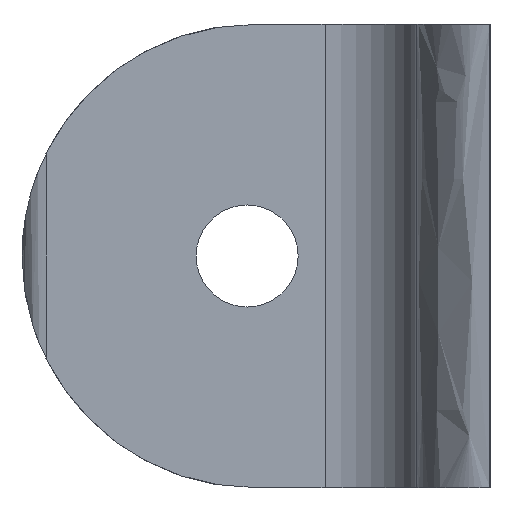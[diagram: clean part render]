
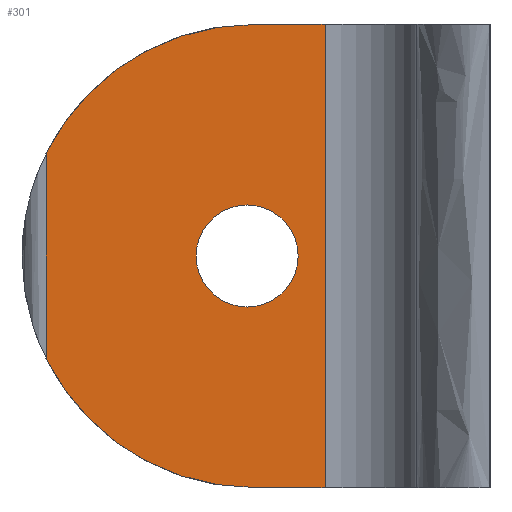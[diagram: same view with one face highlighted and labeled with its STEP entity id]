
A CAD part, left-side view. The second image highlights one B-rep face of the part: STEP entity #301.
In plain terms, the highlighted planar face has unit normal (-1, 0, 0).
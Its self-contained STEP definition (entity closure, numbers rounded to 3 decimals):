
#11 = CARTESIAN_POINT ( 'NONE',  ( -6., 6., 0. ) ) ;
#14 = VERTEX_POINT ( 'NONE', #223 ) ;
#19 = AXIS2_PLACEMENT_3D ( 'NONE', #62, #670, #516 ) ;
#20 = EDGE_CURVE ( 'NONE', #581, #45, #329, .T. ) ;
#27 = ORIENTED_EDGE ( 'NONE', *, *, #249, .T. ) ;
#45 = VERTEX_POINT ( 'NONE', #481 ) ;
#57 = CIRCLE ( 'NONE', #598, 19. ) ;
#59 = EDGE_CURVE ( 'NONE', #431, #198, #366, .T. ) ;
#62 = CARTESIAN_POINT ( 'NONE',  ( -6., 19.3, 19. ) ) ;
#72 = DIRECTION ( 'NONE',  ( 0., 0., 1. ) ) ;
#83 = CARTESIAN_POINT ( 'NONE',  ( -6., 19.3, 18.9 ) ) ;
#94 = ORIENTED_EDGE ( 'NONE', *, *, #59, .T. ) ;
#103 = FACE_OUTER_BOUND ( 'NONE', #637, .T. ) ;
#106 = PLANE ( 'NONE',  #448 ) ;
#112 = EDGE_CURVE ( 'NONE', #114, #526, #57, .T. ) ;
#114 = VERTEX_POINT ( 'NONE', #175 ) ;
#119 = VECTOR ( 'NONE', #72, 1000. ) ;
#141 = EDGE_LOOP ( 'NONE', ( #567, #181 ) ) ;
#151 = CIRCLE ( 'NONE', #19, 19. ) ;
#157 = DIRECTION ( 'NONE',  ( 0., 0., -1. ) ) ;
#171 = VECTOR ( 'NONE', #579, 1000. ) ;
#173 = LINE ( 'NONE', #646, #557 ) ;
#175 = CARTESIAN_POINT ( 'NONE',  ( -6., 19.3, 37.9 ) ) ;
#178 = DIRECTION ( 'NONE',  ( 0., -1., 0. ) ) ;
#181 = ORIENTED_EDGE ( 'NONE', *, *, #20, .T. ) ;
#183 = CARTESIAN_POINT ( 'NONE',  ( -6., 36.3, 27.385 ) ) ;
#198 = VERTEX_POINT ( 'NONE', #414 ) ;
#211 = CARTESIAN_POINT ( 'NONE',  ( -6., 19.875, 18.95 ) ) ;
#223 = CARTESIAN_POINT ( 'NONE',  ( -6., 36.3, 10.515 ) ) ;
#225 = EDGE_CURVE ( 'NONE', #14, #431, #151, .T. ) ;
#242 = CIRCLE ( 'NONE', #437, 4.175 ) ;
#247 = CARTESIAN_POINT ( 'NONE',  ( -6., 19.875, 18.95 ) ) ;
#249 = EDGE_CURVE ( 'NONE', #526, #14, #473, .T. ) ;
#254 = DIRECTION ( 'NONE',  ( 0., 1., 0. ) ) ;
#260 = DIRECTION ( 'NONE',  ( 1., 0., 0. ) ) ;
#301 = ADVANCED_FACE ( 'NONE', ( #574, #103 ), #106, .F. ) ;
#309 = CARTESIAN_POINT ( 'NONE',  ( -6., 6., 37.9 ) ) ;
#329 = CIRCLE ( 'NONE', #566, 4.175 ) ;
#335 = CARTESIAN_POINT ( 'NONE',  ( -6., 13.5, 37.9 ) ) ;
#352 = CARTESIAN_POINT ( 'NONE',  ( -6., 19.3, 0. ) ) ;
#353 = ORIENTED_EDGE ( 'NONE', *, *, #487, .F. ) ;
#366 = LINE ( 'NONE', #11, #171 ) ;
#392 = EDGE_CURVE ( 'NONE', #45, #581, #242, .T. ) ;
#396 = ORIENTED_EDGE ( 'NONE', *, *, #112, .T. ) ;
#399 = ORIENTED_EDGE ( 'NONE', *, *, #225, .T. ) ;
#414 = CARTESIAN_POINT ( 'NONE',  ( -6., 13.5, 0. ) ) ;
#431 = VERTEX_POINT ( 'NONE', #352 ) ;
#434 = VECTOR ( 'NONE', #157, 1000. ) ;
#437 = AXIS2_PLACEMENT_3D ( 'NONE', #247, #453, #254 ) ;
#440 = LINE ( 'NONE', #594, #119 ) ;
#448 = AXIS2_PLACEMENT_3D ( 'NONE', #309, #260, #523 ) ;
#453 = DIRECTION ( 'NONE',  ( 1., 0., 0. ) ) ;
#473 = LINE ( 'NONE', #623, #434 ) ;
#481 = CARTESIAN_POINT ( 'NONE',  ( -6., 24.05, 18.95 ) ) ;
#487 = EDGE_CURVE ( 'NONE', #114, #676, #173, .T. ) ;
#495 = DIRECTION ( 'NONE',  ( 0., 1., 0. ) ) ;
#498 = EDGE_CURVE ( 'NONE', #198, #676, #440, .T. ) ;
#516 = DIRECTION ( 'NONE',  ( 0., 1., 0. ) ) ;
#523 = DIRECTION ( 'NONE',  ( 0., 1., 0. ) ) ;
#526 = VERTEX_POINT ( 'NONE', #183 ) ;
#527 = ORIENTED_EDGE ( 'NONE', *, *, #498, .T. ) ;
#557 = VECTOR ( 'NONE', #178, 1000. ) ;
#566 = AXIS2_PLACEMENT_3D ( 'NONE', #211, #680, #629 ) ;
#567 = ORIENTED_EDGE ( 'NONE', *, *, #392, .T. ) ;
#574 = FACE_BOUND ( 'NONE', #141, .T. ) ;
#579 = DIRECTION ( 'NONE',  ( 0., -1., 0. ) ) ;
#581 = VERTEX_POINT ( 'NONE', #639 ) ;
#594 = CARTESIAN_POINT ( 'NONE',  ( -6., 13.5, 37.9 ) ) ;
#598 = AXIS2_PLACEMENT_3D ( 'NONE', #83, #653, #495 ) ;
#623 = CARTESIAN_POINT ( 'NONE',  ( -6., 36.3, 37.9 ) ) ;
#629 = DIRECTION ( 'NONE',  ( 0., 1., 0. ) ) ;
#637 = EDGE_LOOP ( 'NONE', ( #353, #396, #27, #399, #94, #527 ) ) ;
#639 = CARTESIAN_POINT ( 'NONE',  ( -6., 15.7, 18.95 ) ) ;
#646 = CARTESIAN_POINT ( 'NONE',  ( -6., 6., 37.9 ) ) ;
#653 = DIRECTION ( 'NONE',  ( -1., 0., 0. ) ) ;
#670 = DIRECTION ( 'NONE',  ( -1., 0., 0. ) ) ;
#676 = VERTEX_POINT ( 'NONE', #335 ) ;
#680 = DIRECTION ( 'NONE',  ( 1., 0., 0. ) ) ;
